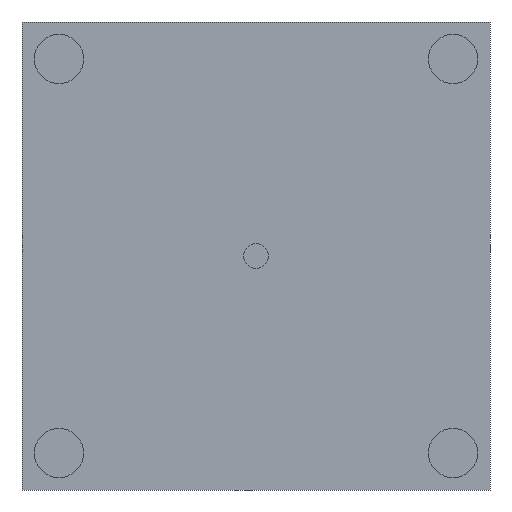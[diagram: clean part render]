
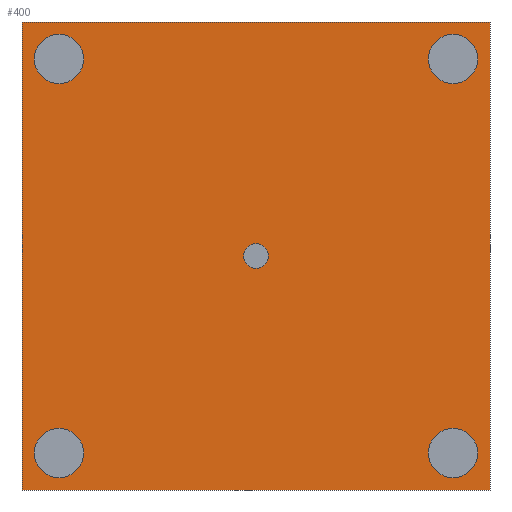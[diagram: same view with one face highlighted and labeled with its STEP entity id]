
A CAD part, left-side view. The second image highlights one B-rep face of the part: STEP entity #400.
In plain terms, the highlighted planar face has unit normal (-1, 0, 0).
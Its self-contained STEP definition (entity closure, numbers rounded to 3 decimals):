
#53=DIRECTION('',(0.,0.,-1.));
#54=VECTOR('',#53,950.);
#55=CARTESIAN_POINT('',(0.,475.,475.));
#56=LINE('',#55,#54);
#57=DIRECTION('',(0.,1.,0.));
#58=VECTOR('',#57,950.);
#59=CARTESIAN_POINT('',(0.,-475.,475.));
#60=LINE('',#59,#58);
#61=DIRECTION('',(0.,0.,1.));
#62=VECTOR('',#61,950.);
#63=CARTESIAN_POINT('',(0.,-475.,-475.));
#64=LINE('',#63,#62);
#65=DIRECTION('',(0.,-1.,0.));
#66=VECTOR('',#65,950.);
#67=CARTESIAN_POINT('',(0.,475.,-475.));
#68=LINE('',#67,#66);
#69=CARTESIAN_POINT('',(0.,0.,0.));
#70=DIRECTION('',(1.,0.,0.));
#71=DIRECTION('',(0.,0.,-1.));
#72=AXIS2_PLACEMENT_3D('',#69,#70,#71);
#74=CARTESIAN_POINT('',(0.,0.,0.));
#75=DIRECTION('',(1.,0.,0.));
#76=DIRECTION('',(0.,0.,1.));
#77=AXIS2_PLACEMENT_3D('',#74,#75,#76);
#79=CARTESIAN_POINT('',(0.,400.,400.));
#80=DIRECTION('',(1.,0.,0.));
#81=DIRECTION('',(0.,0.,1.));
#82=AXIS2_PLACEMENT_3D('',#79,#80,#81);
#84=CARTESIAN_POINT('',(0.,400.,400.));
#85=DIRECTION('',(1.,0.,0.));
#86=DIRECTION('',(0.,0.,-1.));
#87=AXIS2_PLACEMENT_3D('',#84,#85,#86);
#89=CARTESIAN_POINT('',(0.,-400.,400.));
#90=DIRECTION('',(1.,0.,0.));
#91=DIRECTION('',(0.,0.,1.));
#92=AXIS2_PLACEMENT_3D('',#89,#90,#91);
#94=CARTESIAN_POINT('',(0.,-400.,400.));
#95=DIRECTION('',(1.,0.,0.));
#96=DIRECTION('',(0.,0.,-1.));
#97=AXIS2_PLACEMENT_3D('',#94,#95,#96);
#99=CARTESIAN_POINT('',(0.,400.,-400.));
#100=DIRECTION('',(1.,0.,0.));
#101=DIRECTION('',(0.,0.,1.));
#102=AXIS2_PLACEMENT_3D('',#99,#100,#101);
#104=CARTESIAN_POINT('',(0.,400.,-400.));
#105=DIRECTION('',(1.,0.,0.));
#106=DIRECTION('',(0.,0.,-1.));
#107=AXIS2_PLACEMENT_3D('',#104,#105,#106);
#109=CARTESIAN_POINT('',(0.,-400.,-400.));
#110=DIRECTION('',(1.,0.,0.));
#111=DIRECTION('',(0.,0.,1.));
#112=AXIS2_PLACEMENT_3D('',#109,#110,#111);
#114=CARTESIAN_POINT('',(0.,-400.,-400.));
#115=DIRECTION('',(1.,0.,0.));
#116=DIRECTION('',(0.,0.,-1.));
#117=AXIS2_PLACEMENT_3D('',#114,#115,#116);
#217=CARTESIAN_POINT('',(0.,475.,-475.));
#218=CARTESIAN_POINT('',(0.,-475.,-475.));
#219=VERTEX_POINT('',#217);
#220=VERTEX_POINT('',#218);
#225=CARTESIAN_POINT('',(0.,-475.,475.));
#226=VERTEX_POINT('',#225);
#229=CARTESIAN_POINT('',(0.,475.,475.));
#230=VERTEX_POINT('',#229);
#241=CARTESIAN_POINT('',(0.,0.,-25.));
#243=VERTEX_POINT('',#241);
#245=CARTESIAN_POINT('',(0.,0.,25.));
#246=VERTEX_POINT('',#245);
#250=CARTESIAN_POINT('',(0.,400.,450.));
#252=VERTEX_POINT('',#250);
#255=CARTESIAN_POINT('',(0.,400.,350.));
#256=VERTEX_POINT('',#255);
#258=CARTESIAN_POINT('',(0.,-400.,450.));
#260=VERTEX_POINT('',#258);
#263=CARTESIAN_POINT('',(0.,-400.,350.));
#264=VERTEX_POINT('',#263);
#266=CARTESIAN_POINT('',(0.,400.,-350.));
#268=VERTEX_POINT('',#266);
#271=CARTESIAN_POINT('',(0.,400.,-450.));
#272=VERTEX_POINT('',#271);
#274=CARTESIAN_POINT('',(0.,-400.,-350.));
#276=VERTEX_POINT('',#274);
#279=CARTESIAN_POINT('',(0.,-400.,-450.));
#280=VERTEX_POINT('',#279);
#356=CARTESIAN_POINT('',(0.,0.,0.));
#357=DIRECTION('',(1.,0.,0.));
#358=DIRECTION('',(0.,0.,1.));
#359=AXIS2_PLACEMENT_3D('',#356,#357,#358);
#360=PLANE('',#359);
#361=ORIENTED_EDGE('',*,*,#346,.F.);
#363=ORIENTED_EDGE('',*,*,#362,.F.);
#365=ORIENTED_EDGE('',*,*,#364,.F.);
#367=ORIENTED_EDGE('',*,*,#366,.F.);
#368=EDGE_LOOP('',(#361,#363,#365,#367));
#369=FACE_OUTER_BOUND('',#368,.F.);
#371=ORIENTED_EDGE('',*,*,#370,.F.);
#373=ORIENTED_EDGE('',*,*,#372,.F.);
#374=EDGE_LOOP('',(#371,#373));
#375=FACE_BOUND('',#374,.F.);
#377=ORIENTED_EDGE('',*,*,#376,.F.);
#379=ORIENTED_EDGE('',*,*,#378,.F.);
#380=EDGE_LOOP('',(#377,#379));
#381=FACE_BOUND('',#380,.F.);
#383=ORIENTED_EDGE('',*,*,#382,.F.);
#385=ORIENTED_EDGE('',*,*,#384,.F.);
#386=EDGE_LOOP('',(#383,#385));
#387=FACE_BOUND('',#386,.F.);
#389=ORIENTED_EDGE('',*,*,#388,.F.);
#391=ORIENTED_EDGE('',*,*,#390,.F.);
#392=EDGE_LOOP('',(#389,#391));
#393=FACE_BOUND('',#392,.F.);
#395=ORIENTED_EDGE('',*,*,#394,.F.);
#397=ORIENTED_EDGE('',*,*,#396,.F.);
#398=EDGE_LOOP('',(#395,#397));
#399=FACE_BOUND('',#398,.F.);
#400=ADVANCED_FACE('',(#369,#375,#381,#387,#393,#399),#360,.F.);
#73=CIRCLE('',#72,25.);
#78=CIRCLE('',#77,25.);
#83=CIRCLE('',#82,50.);
#88=CIRCLE('',#87,50.);
#93=CIRCLE('',#92,50.);
#98=CIRCLE('',#97,50.);
#103=CIRCLE('',#102,50.);
#108=CIRCLE('',#107,50.);
#113=CIRCLE('',#112,50.);
#118=CIRCLE('',#117,50.);
#346=EDGE_CURVE('',#230,#219,#56,.T.);
#362=EDGE_CURVE('',#226,#230,#60,.T.);
#364=EDGE_CURVE('',#220,#226,#64,.T.);
#366=EDGE_CURVE('',#219,#220,#68,.T.);
#370=EDGE_CURVE('',#243,#246,#73,.T.);
#372=EDGE_CURVE('',#246,#243,#78,.T.);
#376=EDGE_CURVE('',#252,#256,#83,.T.);
#378=EDGE_CURVE('',#256,#252,#88,.T.);
#382=EDGE_CURVE('',#260,#264,#93,.T.);
#384=EDGE_CURVE('',#264,#260,#98,.T.);
#388=EDGE_CURVE('',#268,#272,#103,.T.);
#390=EDGE_CURVE('',#272,#268,#108,.T.);
#394=EDGE_CURVE('',#276,#280,#113,.T.);
#396=EDGE_CURVE('',#280,#276,#118,.T.);
